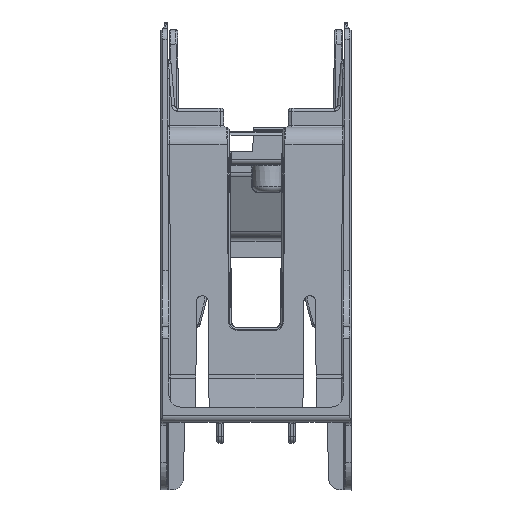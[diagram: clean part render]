
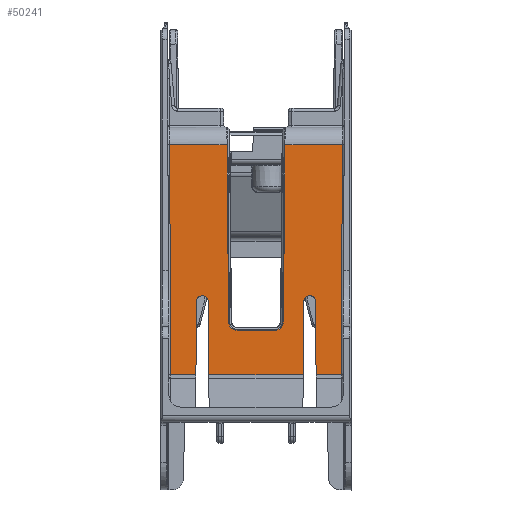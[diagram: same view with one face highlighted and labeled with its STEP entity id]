
A CAD part, top view. The second image highlights one B-rep face of the part: STEP entity #50241.
In plain terms, the highlighted planar face has unit normal (0, 0.009, 1).
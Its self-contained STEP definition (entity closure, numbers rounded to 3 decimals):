
#2851=DIRECTION('',(-1.,0.,0.));
#2852=VECTOR('',#2851,4.238);
#2853=CARTESIAN_POINT('',(-5.687,-40.871,
16.036));
#2854=LINE('',#2853,#2852);
#2858=DIRECTION('',(-0.004,1.,-0.009));
#2859=VECTOR('',#2858,38.599);
#2860=CARTESIAN_POINT('',(-9.925,-40.871,
16.036));
#2861=LINE('',#2860,#2859);
#2865=DIRECTION('',(1.,0.,0.));
#2866=VECTOR('',#2865,9.63);
#2867=CARTESIAN_POINT('',(-10.093,-2.274,
15.699));
#2868=LINE('',#2867,#2866);
#2872=DIRECTION('',(0.009,-1.,0.009));
#2873=VECTOR('',#2872,29.637);
#2874=CARTESIAN_POINT('',(-0.463,-2.274,
15.699));
#2875=LINE('',#2874,#2873);
#2879=DIRECTION('',(1.,0.,0.));
#2880=VECTOR('',#2879,6.231);
#2881=CARTESIAN_POINT('',(1.278,-33.383,15.971));
#2882=LINE('',#2881,#2880);
#2886=DIRECTION('',(0.009,1.,-0.009));
#2887=VECTOR('',#2886,29.638);
#2888=CARTESIAN_POINT('',(8.992,-31.909,15.958));
#2889=LINE('',#2888,#2887);
#2893=DIRECTION('',(1.,0.,0.));
#2894=VECTOR('',#2893,9.63);
#2895=CARTESIAN_POINT('',(9.251,-2.274,15.699));
#2896=LINE('',#2895,#2894);
#2900=DIRECTION('',(-0.004,-1.,0.009));
#2901=VECTOR('',#2900,38.599);
#2902=CARTESIAN_POINT('',(18.881,-2.274,15.699));
#2903=LINE('',#2902,#2901);
#2907=DIRECTION('',(-1.,0.,0.));
#2908=VECTOR('',#2907,4.238);
#2909=CARTESIAN_POINT('',(18.713,-40.871,16.036));
#2910=LINE('',#2909,#2908);
#2914=DIRECTION('',(-0.009,1.,-0.009));
#2915=VECTOR('',#2914,12.33);
#2916=CARTESIAN_POINT('',(14.475,-40.871,16.036));
#2917=LINE('',#2916,#2915);
#2921=CARTESIAN_POINT('',(14.367,-28.542,15.928));
#2922=CARTESIAN_POINT('',(14.366,-28.435,15.927));
#2923=CARTESIAN_POINT('',(14.331,-28.235,15.926));
#2924=CARTESIAN_POINT('',(14.188,-27.96,15.923));
#2925=CARTESIAN_POINT('',(13.969,-27.745,15.921));
#2926=CARTESIAN_POINT('',(13.695,-27.608,15.92));
#2927=CARTESIAN_POINT('',(13.394,-27.561,15.92));
#2928=CARTESIAN_POINT('',(13.092,-27.608,15.92));
#2929=CARTESIAN_POINT('',(12.819,-27.745,15.921));
#2930=CARTESIAN_POINT('',(12.6,-27.96,15.923));
#2931=CARTESIAN_POINT('',(12.456,-28.235,15.926));
#2932=CARTESIAN_POINT('',(12.422,-28.435,15.927));
#2933=CARTESIAN_POINT('',(12.421,-28.542,15.928));
#2938=DIRECTION('',(-0.009,1.,-0.009));
#2939=VECTOR('',#2938,12.33);
#2940=CARTESIAN_POINT('',(-3.525,-40.871,
16.036));
#2941=LINE('',#2940,#2939);
#2945=CARTESIAN_POINT('',(-3.633,-28.542,
15.928));
#2946=CARTESIAN_POINT('',(-3.634,-28.435,
15.927));
#2947=CARTESIAN_POINT('',(-3.669,-28.235,
15.926));
#2948=CARTESIAN_POINT('',(-3.812,-27.96,
15.923));
#2949=CARTESIAN_POINT('',(-4.031,-27.745,
15.921));
#2950=CARTESIAN_POINT('',(-4.305,-27.608,
15.92));
#2951=CARTESIAN_POINT('',(-4.606,-27.561,
15.92));
#2952=CARTESIAN_POINT('',(-4.908,-27.608,
15.92));
#2953=CARTESIAN_POINT('',(-5.181,-27.745,
15.921));
#2954=CARTESIAN_POINT('',(-5.4,-27.96,
15.923));
#2955=CARTESIAN_POINT('',(-5.544,-28.235,
15.926));
#2956=CARTESIAN_POINT('',(-5.578,-28.435,
15.927));
#2957=CARTESIAN_POINT('',(-5.579,-28.542,
15.928));
#2976=DIRECTION('',(0.009,1.,-0.009));
#2977=VECTOR('',#2976,12.33);
#2978=CARTESIAN_POINT('',(-5.687,-40.871,
16.036));
#2979=LINE('',#2978,#2977);
#20958=CARTESIAN_POINT('',(8.992,-31.909,
15.958));
#20959=CARTESIAN_POINT('',(8.991,-32.038,
15.959));
#20960=CARTESIAN_POINT('',(8.958,-32.287,
15.961));
#20961=CARTESIAN_POINT('',(8.808,-32.652,
15.964));
#20962=CARTESIAN_POINT('',(8.568,-32.962,
15.967));
#20963=CARTESIAN_POINT('',(8.257,-33.201,
15.969));
#20964=CARTESIAN_POINT('',(7.89,-33.35,
15.97));
#20965=CARTESIAN_POINT('',(7.639,-33.383,
15.971));
#20966=CARTESIAN_POINT('',(7.509,-33.383,
15.971));
#20979=CARTESIAN_POINT('',(1.278,-33.383,
15.971));
#20980=CARTESIAN_POINT('',(1.15,-33.383,
15.971));
#20981=CARTESIAN_POINT('',(0.9,-33.351,
15.97));
#20982=CARTESIAN_POINT('',(0.535,-33.203,
15.969));
#20983=CARTESIAN_POINT('',(0.223,-32.965,
15.967));
#20984=CARTESIAN_POINT('',(-0.018,-32.656,
15.964));
#20985=CARTESIAN_POINT('',(-0.17,-32.29,
15.961));
#20986=CARTESIAN_POINT('',(-0.204,-32.039,
15.959));
#20987=CARTESIAN_POINT('',(-0.204,-31.909,
15.958));
#40019=DIRECTION('',(0.009,1.,-0.009));
#40020=VECTOR('',#40019,12.33);
#40021=CARTESIAN_POINT('',(12.313,-40.871,
16.036));
#40022=LINE('',#40021,#40020);
#40060=DIRECTION('',(1.,0.,0.));
#40061=VECTOR('',#40060,15.838);
#40062=CARTESIAN_POINT('',(-3.525,-40.871,
16.036));
#40063=LINE('',#40062,#40061);
#43094=CARTESIAN_POINT('',(14.367,-28.542,
15.928));
#43095=VERTEX_POINT('',#43094);
#43096=CARTESIAN_POINT('',(14.475,-40.871,
16.036));
#43097=VERTEX_POINT('',#43096);
#43103=CARTESIAN_POINT('',(18.713,-40.871,
16.036));
#43104=VERTEX_POINT('',#43103);
#43105=CARTESIAN_POINT('',(-5.687,-40.871,
16.036));
#43106=CARTESIAN_POINT('',(-5.579,-28.542,
15.928));
#43107=VERTEX_POINT('',#43105);
#43108=VERTEX_POINT('',#43106);
#43109=CARTESIAN_POINT('',(-9.925,-40.871,
16.036));
#43110=VERTEX_POINT('',#43109);
#43111=CARTESIAN_POINT('',(-10.093,-2.274,
15.699));
#43112=VERTEX_POINT('',#43111);
#43113=CARTESIAN_POINT('',(-0.463,-2.274,
15.699));
#43114=VERTEX_POINT('',#43113);
#43115=CARTESIAN_POINT('',(-0.204,-31.909,
15.958));
#43116=VERTEX_POINT('',#43115);
#43117=VERTEX_POINT('',#20979);
#43118=CARTESIAN_POINT('',(7.509,-33.383,
15.971));
#43119=VERTEX_POINT('',#43118);
#43120=VERTEX_POINT('',#20958);
#43121=CARTESIAN_POINT('',(9.251,-2.274,
15.699));
#43122=VERTEX_POINT('',#43121);
#43123=CARTESIAN_POINT('',(18.881,-2.274,
15.699));
#43124=VERTEX_POINT('',#43123);
#43125=VERTEX_POINT('',#2933);
#43126=CARTESIAN_POINT('',(12.313,-40.871,
16.036));
#43127=VERTEX_POINT('',#43126);
#43128=CARTESIAN_POINT('',(-3.525,-40.871,
16.036));
#43129=VERTEX_POINT('',#43128);
#43130=CARTESIAN_POINT('',(-3.633,-28.542,
15.928));
#43131=VERTEX_POINT('',#43130);
#50200=CARTESIAN_POINT('',(-11.456,-41.133,
16.038));
#50201=DIRECTION('',(0.,-0.009,-1.));
#50202=DIRECTION('',(0.,1.,-0.009));
#50203=AXIS2_PLACEMENT_3D('',#50200,#50201,#50202);
#50204=PLANE('',#50203);
#50206=ORIENTED_EDGE('',*,*,#50205,.F.);
#50208=ORIENTED_EDGE('',*,*,#50207,.T.);
#50210=ORIENTED_EDGE('',*,*,#50209,.T.);
#50212=ORIENTED_EDGE('',*,*,#50211,.T.);
#50214=ORIENTED_EDGE('',*,*,#50213,.T.);
#50216=ORIENTED_EDGE('',*,*,#50215,.F.);
#50218=ORIENTED_EDGE('',*,*,#50217,.T.);
#50220=ORIENTED_EDGE('',*,*,#50219,.F.);
#50222=ORIENTED_EDGE('',*,*,#50221,.T.);
#50224=ORIENTED_EDGE('',*,*,#50223,.T.);
#50226=ORIENTED_EDGE('',*,*,#50225,.T.);
#50227=ORIENTED_EDGE('',*,*,#50185,.T.);
#50228=ORIENTED_EDGE('',*,*,#50121,.T.);
#50230=ORIENTED_EDGE('',*,*,#50229,.T.);
#50232=ORIENTED_EDGE('',*,*,#50231,.F.);
#50234=ORIENTED_EDGE('',*,*,#50233,.F.);
#50236=ORIENTED_EDGE('',*,*,#50235,.T.);
#50238=ORIENTED_EDGE('',*,*,#50237,.T.);
#50239=EDGE_LOOP('',(#50206,#50208,#50210,#50212,#50214,#50216,#50218,#50220,
#50222,#50224,#50226,#50227,#50228,#50230,#50232,#50234,#50236,#50238));
#50240=FACE_OUTER_BOUND('',#50239,.F.);
#2934=B_SPLINE_CURVE_WITH_KNOTS('',3,(#2921,#2922,#2923,#2924,#2925,#2926,#2927,
#2928,#2929,#2930,#2931,#2932,#2933),.UNSPECIFIED.,.F.,.F.,(4,1,1,1,1,1,1,1,1,1,
4),(0.,0.1,0.2,0.3,0.4,0.5,0.6,0.7,0.8,0.9,1.),
.UNSPECIFIED.);
#2958=B_SPLINE_CURVE_WITH_KNOTS('',3,(#2945,#2946,#2947,#2948,#2949,#2950,#2951,
#2952,#2953,#2954,#2955,#2956,#2957),.UNSPECIFIED.,.F.,.F.,(4,1,1,1,1,1,1,1,1,1,
4),(0.,0.1,0.2,0.3,0.4,0.5,0.6,0.7,0.8,0.9,1.),
.UNSPECIFIED.);
#20967=B_SPLINE_CURVE_WITH_KNOTS('',3,(#20958,#20959,#20960,#20961,#20962,
#20963,#20964,#20965,#20966),.UNSPECIFIED.,.F.,.F.,(4,1,1,1,1,1,4),(0.,
0.167,0.333,0.5,0.667,0.833,
1.),.UNSPECIFIED.);
#20988=B_SPLINE_CURVE_WITH_KNOTS('',3,(#20979,#20980,#20981,#20982,#20983,
#20984,#20985,#20986,#20987),.UNSPECIFIED.,.F.,.F.,(4,1,1,1,1,1,4),(0.,
0.167,0.333,0.5,0.667,0.833,
1.),.UNSPECIFIED.);
#50121=EDGE_CURVE('',#43097,#43095,#2917,.T.);
#50185=EDGE_CURVE('',#43104,#43097,#2910,.T.);
#50205=EDGE_CURVE('',#43107,#43108,#2979,.T.);
#50207=EDGE_CURVE('',#43107,#43110,#2854,.T.);
#50209=EDGE_CURVE('',#43110,#43112,#2861,.T.);
#50211=EDGE_CURVE('',#43112,#43114,#2868,.T.);
#50213=EDGE_CURVE('',#43114,#43116,#2875,.T.);
#50215=EDGE_CURVE('',#43117,#43116,#20988,.T.);
#50217=EDGE_CURVE('',#43117,#43119,#2882,.T.);
#50219=EDGE_CURVE('',#43120,#43119,#20967,.T.);
#50221=EDGE_CURVE('',#43120,#43122,#2889,.T.);
#50223=EDGE_CURVE('',#43122,#43124,#2896,.T.);
#50225=EDGE_CURVE('',#43124,#43104,#2903,.T.);
#50229=EDGE_CURVE('',#43095,#43125,#2934,.T.);
#50231=EDGE_CURVE('',#43127,#43125,#40022,.T.);
#50233=EDGE_CURVE('',#43129,#43127,#40063,.T.);
#50235=EDGE_CURVE('',#43129,#43131,#2941,.T.);
#50237=EDGE_CURVE('',#43131,#43108,#2958,.T.);
#50241=ADVANCED_FACE('',(#50240),#50204,.F.);
